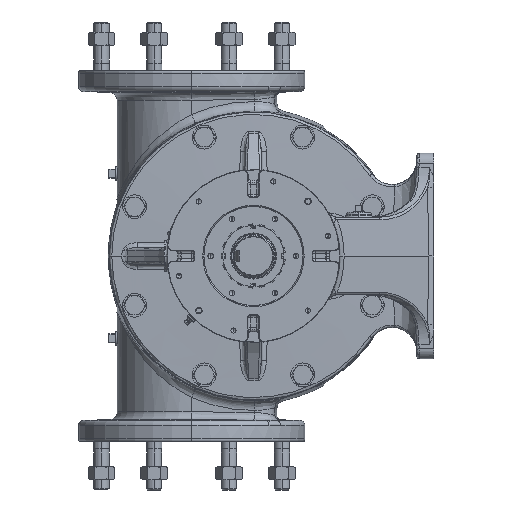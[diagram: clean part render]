
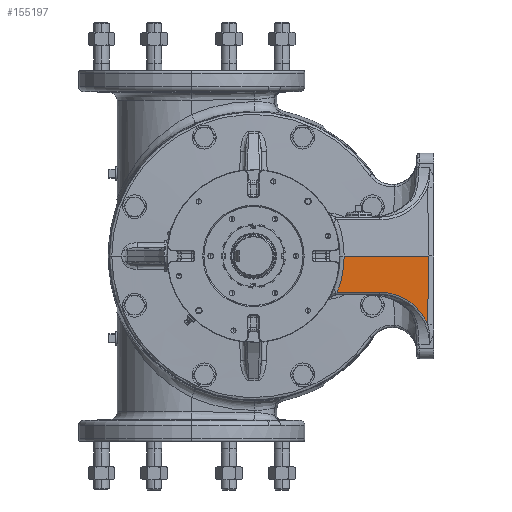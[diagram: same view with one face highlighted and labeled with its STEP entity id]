
A CAD part, left-side view. The second image highlights one B-rep face of the part: STEP entity #155197.
In plain terms, the highlighted planar face has unit normal (-0.707, -0.707, -0.035).
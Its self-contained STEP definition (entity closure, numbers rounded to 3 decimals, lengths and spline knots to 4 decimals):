
#8597 = CARTESIAN_POINT ( 'NONE',  ( -8.7044, -8.4647, -3.3368 ) ) ;
#24646 = CARTESIAN_POINT ( 'NONE',  ( -11.1082, -6.1389, -1.7592 ) ) ;
#29187 = ORIENTED_EDGE ( 'NONE', *, *, #81674, .F. ) ;
#36175 = CARTESIAN_POINT ( 'NONE',  ( -13.1709, -4.0761, -1.7592 ) ) ;
#37534 = CARTESIAN_POINT ( 'NONE',  ( -9.1325, -8.0853, -2.3496 ) ) ;
#38249 = EDGE_CURVE ( 'NONE', #48962, #167626, #125420, .T. ) ;
#41412 = VERTEX_POINT ( 'NONE', #75890 ) ;
#42931 = CARTESIAN_POINT ( 'NONE',  ( -8.8209, -8.5129, -0.003 ) ) ;
#46326 = DIRECTION ( 'NONE',  ( -0.035, -0.014, 0.999 ) ) ;
#46971 = VECTOR ( 'NONE', #46326, 39.3701 ) ;
#48647 = LINE ( 'NONE', #131404, #140072 ) ;
#48962 = VERTEX_POINT ( 'NONE', #76893 ) ;
#52235 = CARTESIAN_POINT ( 'NONE',  ( -8.7044, -8.4647, -3.3368 ) ) ;
#52667 = CARTESIAN_POINT ( 'NONE',  ( -12.8974, -4.4067, -0.6035 ) ) ;
#55819 = ORIENTED_EDGE ( 'NONE', *, *, #113690, .T. ) ;
#56600 = EDGE_CURVE ( 'NONE', #118289, #57566, #116221, .T. ) ;
#57264 = VECTOR ( 'NONE', #155791, 39.3701 ) ;
#57566 = VERTEX_POINT ( 'NONE', #176013 ) ;
#61505 = DIRECTION ( 'NONE',  ( 0.707, -0.707, 0. ) ) ;
#72111 = EDGE_LOOP ( 'NONE', ( #116678, #167097, #29187, #55819, #178913 ) ) ;
#75389 =( BOUNDED_CURVE ( )  B_SPLINE_CURVE ( 3, ( #78449, #52667, #136360, #36175 ),
 .UNSPECIFIED., .F., .F. ) 
 B_SPLINE_CURVE_WITH_KNOTS ( ( 4, 4 ),
 ( 3.0975, 3.462 ),
 .UNSPECIFIED. ) 
 CURVE ( )  GEOMETRIC_REPRESENTATION_ITEM ( )  RATIONAL_B_SPLINE_CURVE ( ( 1., 0.989, 0.989, 1. ) ) 
 REPRESENTATION_ITEM ( '' )  );
#75890 = CARTESIAN_POINT ( 'NONE',  ( -12.924, -4.4099, 0. ) ) ;
#76215 = DIRECTION ( 'NONE',  ( -0.707, -0.707, -0.035 ) ) ;
#76893 = CARTESIAN_POINT ( 'NONE',  ( -13.1709, -4.0761, -1.7592 ) ) ;
#78449 = CARTESIAN_POINT ( 'NONE',  ( -12.924, -4.4099, 0. ) ) ;
#81674 = EDGE_CURVE ( 'NONE', #41412, #57566, #48647, .T. ) ;
#84214 =( BOUNDED_CURVE ( )  B_SPLINE_CURVE ( 3, ( #24646, #124815, #37534, #52235 ),
 .UNSPECIFIED., .F., .F. ) 
 B_SPLINE_CURVE_WITH_KNOTS ( ( 4, 4 ),
 ( 1.6201, 2.7818 ),
 .UNSPECIFIED. ) 
 CURVE ( )  GEOMETRIC_REPRESENTATION_ITEM ( )  RATIONAL_B_SPLINE_CURVE ( ( 1., 0.891, 0.891, 1. ) ) 
 REPRESENTATION_ITEM ( '' )  );
#84953 = CARTESIAN_POINT ( 'NONE',  ( -11.0262, -6.2208, -1.7592 ) ) ;
#89383 = EDGE_CURVE ( 'NONE', #167626, #118289, #84214, .T. ) ;
#113690 = EDGE_CURVE ( 'NONE', #41412, #48962, #75389, .T. ) ;
#115789 = PLANE ( 'NONE',  #180714 ) ;
#116221 = LINE ( 'NONE', #42931, #46971 ) ;
#116678 = ORIENTED_EDGE ( 'NONE', *, *, #89383, .T. ) ;
#118289 = VERTEX_POINT ( 'NONE', #8597 ) ;
#124815 = CARTESIAN_POINT ( 'NONE',  ( -10.0321, -7.2149, -1.7592 ) ) ;
#125420 = LINE ( 'NONE', #84953, #57264 ) ;
#131377 = CARTESIAN_POINT ( 'NONE',  ( -8.5839, -8.75, 0. ) ) ;
#131404 = CARTESIAN_POINT ( 'NONE',  ( -8.5839, -8.75, 0. ) ) ;
#135005 = CARTESIAN_POINT ( 'NONE',  ( -11.1082, -6.1389, -1.7592 ) ) ;
#136360 = CARTESIAN_POINT ( 'NONE',  ( -12.9806, -4.2942, -1.1965 ) ) ;
#140072 = VECTOR ( 'NONE', #61505, 39.3701 ) ;
#155197 = ADVANCED_FACE ( 'Defeatured_0_1974', ( #158114 ), #115789, .T. ) ;
#155791 = DIRECTION ( 'NONE',  ( 0.707, -0.707, 0. ) ) ;
#158114 = FACE_OUTER_BOUND ( 'NONE', #72111, .T. ) ;
#167097 = ORIENTED_EDGE ( 'NONE', *, *, #56600, .T. ) ;
#167626 = VERTEX_POINT ( 'NONE', #135005 ) ;
#171026 = DIRECTION ( 'NONE',  ( 0.707, -0.707, 0. ) ) ;
#176013 = CARTESIAN_POINT ( 'NONE',  ( -8.821, -8.5129, 0. ) ) ;
#178913 = ORIENTED_EDGE ( 'NONE', *, *, #38249, .T. ) ;
#180714 = AXIS2_PLACEMENT_3D ( 'NONE', #131377, #76215, #171026 ) ;
